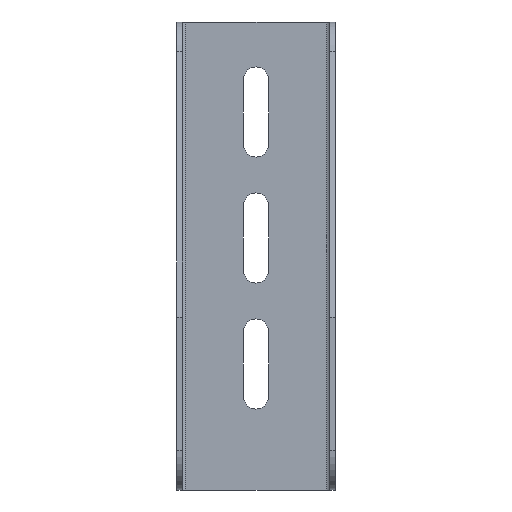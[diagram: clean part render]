
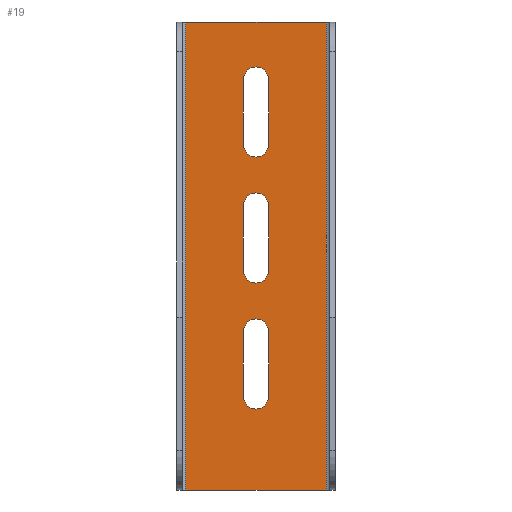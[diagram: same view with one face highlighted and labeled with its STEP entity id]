
A CAD part, front view. The second image highlights one B-rep face of the part: STEP entity #19.
In plain terms, the highlighted planar face has unit normal (0, -1, 0).
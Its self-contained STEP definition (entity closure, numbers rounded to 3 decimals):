
#19 = ADVANCED_FACE ( 'NONE', ( #1062, #1055, #1003, #948 ), #412, .T. ) ;
#57 = CARTESIAN_POINT ( 'NONE',  ( 19.5, -1.5, 65. ) ) ;
#75 = DIRECTION ( 'NONE',  ( 0., 0., -1. ) ) ;
#85 = DIRECTION ( 'NONE',  ( 0., 1., 0. ) ) ;
#91 = CARTESIAN_POINT ( 'NONE',  ( 3.5, -1.5, 14. ) ) ;
#92 = CARTESIAN_POINT ( 'NONE',  ( -3.5, -1.5, 49. ) ) ;
#96 = CARTESIAN_POINT ( 'NONE',  ( -22., -1.5, 65. ) ) ;
#101 = CARTESIAN_POINT ( 'NONE',  ( 0., -1.5, -4. ) ) ;
#102 = CARTESIAN_POINT ( 'NONE',  ( -3.5, -1.5, 31. ) ) ;
#103 = DIRECTION ( 'NONE',  ( -1., 0., 0. ) ) ;
#104 = CARTESIAN_POINT ( 'NONE',  ( 3.5, -1.5, 31. ) ) ;
#118 = CARTESIAN_POINT ( 'NONE',  ( 3.5, -1.5, -4. ) ) ;
#126 = CARTESIAN_POINT ( 'NONE',  ( -3.5, -1.5, -4. ) ) ;
#128 = DIRECTION ( 'NONE',  ( 0., 1., 0. ) ) ;
#138 = CARTESIAN_POINT ( 'NONE',  ( 19.5, -1.5, -65. ) ) ;
#164 = CARTESIAN_POINT ( 'NONE',  ( 3.5, -1.5, -39. ) ) ;
#168 = CARTESIAN_POINT ( 'NONE',  ( -22., -1.5, -65. ) ) ;
#179 = CARTESIAN_POINT ( 'NONE',  ( 0., -1.5, -21. ) ) ;
#186 = DIRECTION ( 'NONE',  ( -1., 0., 0. ) ) ;
#189 = CARTESIAN_POINT ( 'NONE',  ( -3.5, -1.5, -39. ) ) ;
#192 = CARTESIAN_POINT ( 'NONE',  ( -3.5, -1.5, 31. ) ) ;
#195 = DIRECTION ( 'NONE',  ( 0., 0., 1. ) ) ;
#198 = DIRECTION ( 'NONE',  ( 0., 1., 0. ) ) ;
#226 = CARTESIAN_POINT ( 'NONE',  ( 19.5, -1.5, 65. ) ) ;
#228 = DIRECTION ( 'NONE',  ( -1., 0., 0. ) ) ;
#230 = CARTESIAN_POINT ( 'NONE',  ( -3.5, -1.5, -39. ) ) ;
#235 = DIRECTION ( 'NONE',  ( -1., 0., 0. ) ) ;
#236 = CARTESIAN_POINT ( 'NONE',  ( -22., -1.5, 65. ) ) ;
#240 = CARTESIAN_POINT ( 'NONE',  ( -19.5, -1.5, 65. ) ) ;
#243 = CARTESIAN_POINT ( 'NONE',  ( 3.5, -1.5, 49. ) ) ;
#277 = DIRECTION ( 'NONE',  ( 0., 1., 0. ) ) ;
#282 = DIRECTION ( 'NONE',  ( 0., -1., 0. ) ) ;
#284 = DIRECTION ( 'NONE',  ( 0., 1., 0. ) ) ;
#291 = DIRECTION ( 'NONE',  ( -1., 0., 0. ) ) ;
#318 = CARTESIAN_POINT ( 'NONE',  ( -3.5, -1.5, -4. ) ) ;
#322 = DIRECTION ( 'NONE',  ( -1., 0., 0. ) ) ;
#329 = DIRECTION ( 'NONE',  ( 1., 0., 0. ) ) ;
#334 = DIRECTION ( 'NONE',  ( 0., 0., 1. ) ) ;
#339 = CARTESIAN_POINT ( 'NONE',  ( 0., -1.5, -39. ) ) ;
#348 = CARTESIAN_POINT ( 'NONE',  ( 0., -1.5, 31. ) ) ;
#352 = DIRECTION ( 'NONE',  ( 0., 1., 0. ) ) ;
#358 = CARTESIAN_POINT ( 'NONE',  ( 3.5, -1.5, 14. ) ) ;
#370 = CARTESIAN_POINT ( 'NONE',  ( 0., -1.5, 14. ) ) ;
#383 = DIRECTION ( 'NONE',  ( 0., 0., -1. ) ) ;
#390 = CARTESIAN_POINT ( 'NONE',  ( -19.5, -1.5, -65. ) ) ;
#393 = DIRECTION ( 'NONE',  ( 0., 0., 1. ) ) ;
#401 = DIRECTION ( 'NONE',  ( -1., 0., 0. ) ) ;
#411 = DIRECTION ( 'NONE',  ( 0., 0., -1. ) ) ;
#412 = PLANE ( 'NONE',  #1350 ) ;
#420 = DIRECTION ( 'NONE',  ( 0., 0., -1. ) ) ;
#423 = CARTESIAN_POINT ( 'NONE',  ( 3.5, -1.5, -21. ) ) ;
#434 = CARTESIAN_POINT ( 'NONE',  ( -19.5, -1.5, 65. ) ) ;
#435 = DIRECTION ( 'NONE',  ( -1., 0., 0. ) ) ;
#448 = CARTESIAN_POINT ( 'NONE',  ( -3.5, -1.5, -21. ) ) ;
#472 = CARTESIAN_POINT ( 'NONE',  ( 3.5, -1.5, -21. ) ) ;
#482 = CARTESIAN_POINT ( 'NONE',  ( 0., -1.5, 49. ) ) ;
#505 = CARTESIAN_POINT ( 'NONE',  ( -3.5, -1.5, 14. ) ) ;
#514 = CARTESIAN_POINT ( 'NONE',  ( 3.5, -1.5, 49. ) ) ;
#519 = DIRECTION ( 'NONE',  ( 0., 0., -1. ) ) ;
#560 = ORIENTED_EDGE ( 'NONE', *, *, #819, .T. ) ;
#567 = ORIENTED_EDGE ( 'NONE', *, *, #838, .T. ) ;
#572 = VERTEX_POINT ( 'NONE', #358 ) ;
#576 = ORIENTED_EDGE ( 'NONE', *, *, #870, .F. ) ;
#582 = ORIENTED_EDGE ( 'NONE', *, *, #811, .T. ) ;
#583 = VERTEX_POINT ( 'NONE', #448 ) ;
#594 = VERTEX_POINT ( 'NONE', #423 ) ;
#598 = VERTEX_POINT ( 'NONE', #243 ) ;
#607 = ORIENTED_EDGE ( 'NONE', *, *, #900, .T. ) ;
#608 = VERTEX_POINT ( 'NONE', #505 ) ;
#624 = ORIENTED_EDGE ( 'NONE', *, *, #858, .T. ) ;
#630 = VERTEX_POINT ( 'NONE', #189 ) ;
#641 = ORIENTED_EDGE ( 'NONE', *, *, #889, .T. ) ;
#643 = ORIENTED_EDGE ( 'NONE', *, *, #896, .T. ) ;
#644 = VERTEX_POINT ( 'NONE', #138 ) ;
#653 = ORIENTED_EDGE ( 'NONE', *, *, #836, .T. ) ;
#657 = VERTEX_POINT ( 'NONE', #390 ) ;
#670 = VERTEX_POINT ( 'NONE', #226 ) ;
#672 = ORIENTED_EDGE ( 'NONE', *, *, #851, .T. ) ;
#678 = VERTEX_POINT ( 'NONE', #102 ) ;
#686 = VERTEX_POINT ( 'NONE', #126 ) ;
#688 = ORIENTED_EDGE ( 'NONE', *, *, #845, .T. ) ;
#695 = ORIENTED_EDGE ( 'NONE', *, *, #807, .T. ) ;
#733 = VERTEX_POINT ( 'NONE', #118 ) ;
#742 = ORIENTED_EDGE ( 'NONE', *, *, #823, .T. ) ;
#747 = VERTEX_POINT ( 'NONE', #104 ) ;
#754 = VERTEX_POINT ( 'NONE', #92 ) ;
#769 = ORIENTED_EDGE ( 'NONE', *, *, #812, .F. ) ;
#782 = VERTEX_POINT ( 'NONE', #164 ) ;
#785 = ORIENTED_EDGE ( 'NONE', *, *, #802, .T. ) ;
#786 = VERTEX_POINT ( 'NONE', #240 ) ;
#802 = EDGE_CURVE ( 'NONE', #572, #733, #999, .T. ) ;
#807 = EDGE_CURVE ( 'NONE', #686, #608, #1086, .T. ) ;
#811 = EDGE_CURVE ( 'NONE', #754, #598, #1038, .T. ) ;
#812 = EDGE_CURVE ( 'NONE', #670, #644, #1023, .T. ) ;
#819 = EDGE_CURVE ( 'NONE', #594, #782, #1156, .T. ) ;
#823 = EDGE_CURVE ( 'NONE', #670, #786, #1140, .T. ) ;
#836 = EDGE_CURVE ( 'NONE', #786, #657, #950, .T. ) ;
#838 = EDGE_CURVE ( 'NONE', #782, #630, #1082, .T. ) ;
#845 = EDGE_CURVE ( 'NONE', #598, #747, #997, .T. ) ;
#847 = EDGE_CURVE ( 'NONE', #630, #583, #1041, .T. ) ;
#851 = EDGE_CURVE ( 'NONE', #608, #572, #1099, .T. ) ;
#858 = EDGE_CURVE ( 'NONE', #583, #594, #1115, .T. ) ;
#870 = EDGE_CURVE ( 'NONE', #644, #657, #947, .T. ) ;
#889 = EDGE_CURVE ( 'NONE', #747, #678, #937, .T. ) ;
#896 = EDGE_CURVE ( 'NONE', #678, #754, #1094, .T. ) ;
#900 = EDGE_CURVE ( 'NONE', #733, #686, #971, .T. ) ;
#906 = VECTOR ( 'NONE', #420, 1000. ) ;
#914 = VECTOR ( 'NONE', #411, 1000. ) ;
#937 = CIRCLE ( 'NONE', #1376, 3.5 ) ;
#947 = LINE ( 'NONE', #168, #1095 ) ;
#948 = FACE_OUTER_BOUND ( 'NONE', #1199, .T. ) ;
#950 = LINE ( 'NONE', #434, #970 ) ;
#970 = VECTOR ( 'NONE', #383, 1000. ) ;
#971 = CIRCLE ( 'NONE', #1318, 3.5 ) ;
#976 = VECTOR ( 'NONE', #334, 1000. ) ;
#977 = VECTOR ( 'NONE', #519, 1000. ) ;
#986 = VECTOR ( 'NONE', #195, 1000. ) ;
#994 = VECTOR ( 'NONE', #75, 1000. ) ;
#997 = LINE ( 'NONE', #514, #914 ) ;
#999 = LINE ( 'NONE', #91, #906 ) ;
#1003 = FACE_BOUND ( 'NONE', #1250, .T. ) ;
#1023 = LINE ( 'NONE', #57, #977 ) ;
#1038 = CIRCLE ( 'NONE', #1351, 3.5 ) ;
#1041 = LINE ( 'NONE', #230, #1154 ) ;
#1055 = FACE_BOUND ( 'NONE', #1220, .T. ) ;
#1062 = FACE_BOUND ( 'NONE', #1211, .T. ) ;
#1082 = CIRCLE ( 'NONE', #1336, 3.5 ) ;
#1086 = LINE ( 'NONE', #318, #976 ) ;
#1094 = LINE ( 'NONE', #192, #986 ) ;
#1095 = VECTOR ( 'NONE', #186, 1000. ) ;
#1099 = CIRCLE ( 'NONE', #1308, 3.5 ) ;
#1115 = CIRCLE ( 'NONE', #1352, 3.5 ) ;
#1140 = LINE ( 'NONE', #96, #1170 ) ;
#1154 = VECTOR ( 'NONE', #393, 1000. ) ;
#1156 = LINE ( 'NONE', #472, #994 ) ;
#1170 = VECTOR ( 'NONE', #322, 1000. ) ;
#1199 = EDGE_LOOP ( 'NONE', ( #576, #769, #742, #653 ) ) ;
#1211 = EDGE_LOOP ( 'NONE', ( #567, #1298, #624, #560 ) ) ;
#1220 = EDGE_LOOP ( 'NONE', ( #607, #695, #672, #785 ) ) ;
#1250 = EDGE_LOOP ( 'NONE', ( #641, #643, #582, #688 ) ) ;
#1298 = ORIENTED_EDGE ( 'NONE', *, *, #847, .T. ) ;
#1308 = AXIS2_PLACEMENT_3D ( 'NONE', #370, #284, #228 ) ;
#1318 = AXIS2_PLACEMENT_3D ( 'NONE', #101, #352, #235 ) ;
#1336 = AXIS2_PLACEMENT_3D ( 'NONE', #339, #277, #291 ) ;
#1350 = AXIS2_PLACEMENT_3D ( 'NONE', #236, #282, #329 ) ;
#1351 = AXIS2_PLACEMENT_3D ( 'NONE', #482, #85, #435 ) ;
#1352 = AXIS2_PLACEMENT_3D ( 'NONE', #179, #128, #103 ) ;
#1376 = AXIS2_PLACEMENT_3D ( 'NONE', #348, #198, #401 ) ;
